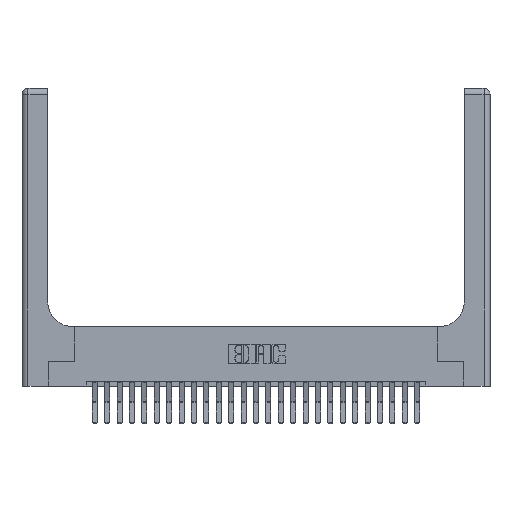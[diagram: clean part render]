
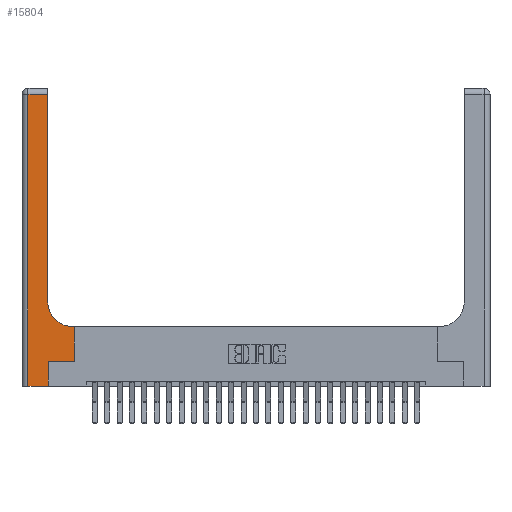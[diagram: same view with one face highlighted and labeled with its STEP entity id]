
A CAD part, top view. The second image highlights one B-rep face of the part: STEP entity #15804.
In plain terms, the highlighted planar face has unit normal (0, 0, 1).
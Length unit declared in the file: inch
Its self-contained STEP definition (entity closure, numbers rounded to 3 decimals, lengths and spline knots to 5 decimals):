
#7 = DIRECTION ( 'NONE',  ( 0., 0., -1. ) ) ;
#298 = CARTESIAN_POINT ( 'NONE',  ( 0., 2.94, 0.37 ) ) ;
#556 = ORIENTED_EDGE ( 'NONE', *, *, #24917, .T. ) ;
#572 = VERTEX_POINT ( 'NONE', #21266 ) ;
#1186 = EDGE_CURVE ( 'NONE', #4385, #20542, #1531, .T. ) ;
#1188 = CARTESIAN_POINT ( 'NONE',  ( 0., 3., 0.37 ) ) ;
#1531 = LINE ( 'NONE', #22832, #5281 ) ;
#1588 = CARTESIAN_POINT ( 'NONE',  ( 0.265, 0.25, 0.37 ) ) ;
#1633 = CARTESIAN_POINT ( 'NONE',  ( 0.528, 0.25, 0.37 ) ) ;
#1798 = CARTESIAN_POINT ( 'NONE',  ( 0.265, 0., 0.37 ) ) ;
#2319 = DIRECTION ( 'NONE',  ( 1., 0., 0. ) ) ;
#2484 = LINE ( 'NONE', #10265, #12041 ) ;
#2772 = EDGE_CURVE ( 'NONE', #572, #3976, #15306, .T. ) ;
#3185 = CARTESIAN_POINT ( 'NONE',  ( 0.06, 2.94, 0.37 ) ) ;
#3774 = ORIENTED_EDGE ( 'NONE', *, *, #9854, .T. ) ;
#3976 = VERTEX_POINT ( 'NONE', #8829 ) ;
#4114 = VERTEX_POINT ( 'NONE', #3185 ) ;
#4385 = VERTEX_POINT ( 'NONE', #9718 ) ;
#5141 = VECTOR ( 'NONE', #12412, 39.37008 ) ;
#5281 = VECTOR ( 'NONE', #9308, 39.37008 ) ;
#5302 = PLANE ( 'NONE',  #13044 ) ;
#5596 = CARTESIAN_POINT ( 'NONE',  ( 0.26, 0.6, 0.37 ) ) ;
#6384 = EDGE_CURVE ( 'NONE', #9249, #13155, #2484, .T. ) ;
#6529 = EDGE_LOOP ( 'NONE', ( #9522, #24971, #21343, #13039, #13316, #3774, #13826, #6657, #556 ) ) ;
#6657 = ORIENTED_EDGE ( 'NONE', *, *, #2772, .T. ) ;
#6894 = EDGE_CURVE ( 'NONE', #4114, #4385, #8694, .T. ) ;
#6934 = DIRECTION ( 'NONE',  ( 0., -1., 0. ) ) ;
#7187 = DIRECTION ( 'NONE',  ( 0., 1., 0. ) ) ;
#7523 = VERTEX_POINT ( 'NONE', #1633 ) ;
#7945 = VECTOR ( 'NONE', #13125, 39.37008 ) ;
#8694 = LINE ( 'NONE', #16157, #12062 ) ;
#8829 = CARTESIAN_POINT ( 'NONE',  ( 0.51, 0.6, 0.37 ) ) ;
#9171 = CARTESIAN_POINT ( 'NONE',  ( 0.26, 2.94, 0.37 ) ) ;
#9249 = VERTEX_POINT ( 'NONE', #20113 ) ;
#9308 = DIRECTION ( 'NONE',  ( 1., 0., 0. ) ) ;
#9522 = ORIENTED_EDGE ( 'NONE', *, *, #6384, .T. ) ;
#9579 = DIRECTION ( 'NONE',  ( 0., 1., 0. ) ) ;
#9718 = CARTESIAN_POINT ( 'NONE',  ( 0.06, 0., 0.37 ) ) ;
#9767 = VECTOR ( 'NONE', #18108, 39.37008 ) ;
#9842 = CARTESIAN_POINT ( 'NONE',  ( 0.51, 0.85, 0.37 ) ) ;
#9854 = EDGE_CURVE ( 'NONE', #14221, #7523, #24139, .T. ) ;
#10265 = CARTESIAN_POINT ( 'NONE',  ( 0.26, 3., 0.37 ) ) ;
#10820 = CARTESIAN_POINT ( 'NONE',  ( 0.265, 0., 0.37 ) ) ;
#11484 = EDGE_CURVE ( 'NONE', #20542, #14221, #19353, .T. ) ;
#11666 = VECTOR ( 'NONE', #9579, 39.37008 ) ;
#12041 = VECTOR ( 'NONE', #23411, 39.37008 ) ;
#12062 = VECTOR ( 'NONE', #6934, 39.37008 ) ;
#12253 = VECTOR ( 'NONE', #7187, 39.37008 ) ;
#12412 = DIRECTION ( 'NONE',  ( 1., 0., 0. ) ) ;
#12722 = DIRECTION ( 'NONE',  ( 0., 0., -1. ) ) ;
#13039 = ORIENTED_EDGE ( 'NONE', *, *, #1186, .T. ) ;
#13044 = AXIS2_PLACEMENT_3D ( 'NONE', #1188, #12722, #24672 ) ;
#13125 = DIRECTION ( 'NONE',  ( -1., 0., 0. ) ) ;
#13155 = VERTEX_POINT ( 'NONE', #9171 ) ;
#13316 = ORIENTED_EDGE ( 'NONE', *, *, #11484, .T. ) ;
#13457 = CARTESIAN_POINT ( 'NONE',  ( 0.528, 0.25, 0.37 ) ) ;
#13826 = ORIENTED_EDGE ( 'NONE', *, *, #24753, .T. ) ;
#14221 = VERTEX_POINT ( 'NONE', #1588 ) ;
#15306 = LINE ( 'NONE', #5596, #7945 ) ;
#15804 = ADVANCED_FACE ( 'NONE', ( #16929 ), #5302, .F. ) ;
#15934 = LINE ( 'NONE', #298, #9767 ) ;
#16157 = CARTESIAN_POINT ( 'NONE',  ( 0.06, 3., 0.37 ) ) ;
#16550 = CARTESIAN_POINT ( 'NONE',  ( 0.265, 0.25, 0.37 ) ) ;
#16929 = FACE_OUTER_BOUND ( 'NONE', #6529, .T. ) ;
#18108 = DIRECTION ( 'NONE',  ( -1., 0., 0. ) ) ;
#19353 = LINE ( 'NONE', #1798, #11666 ) ;
#20113 = CARTESIAN_POINT ( 'NONE',  ( 0.26, 0.85, 0.37 ) ) ;
#20542 = VERTEX_POINT ( 'NONE', #10820 ) ;
#21266 = CARTESIAN_POINT ( 'NONE',  ( 0.528, 0.6, 0.37 ) ) ;
#21280 = EDGE_CURVE ( 'NONE', #13155, #4114, #15934, .T. ) ;
#21343 = ORIENTED_EDGE ( 'NONE', *, *, #6894, .T. ) ;
#22832 = CARTESIAN_POINT ( 'NONE',  ( 0., 0., 0.37 ) ) ;
#22970 = AXIS2_PLACEMENT_3D ( 'NONE', #9842, #7, #2319 ) ;
#22978 = LINE ( 'NONE', #13457, #12253 ) ;
#23411 = DIRECTION ( 'NONE',  ( 0., 1., 0. ) ) ;
#24139 = LINE ( 'NONE', #16550, #5141 ) ;
#24196 = CIRCLE ( 'NONE', #22970, 0.25 ) ;
#24672 = DIRECTION ( 'NONE',  ( -1., 0., 0. ) ) ;
#24753 = EDGE_CURVE ( 'NONE', #7523, #572, #22978, .T. ) ;
#24917 = EDGE_CURVE ( 'NONE', #3976, #9249, #24196, .T. ) ;
#24971 = ORIENTED_EDGE ( 'NONE', *, *, #21280, .T. ) ;
